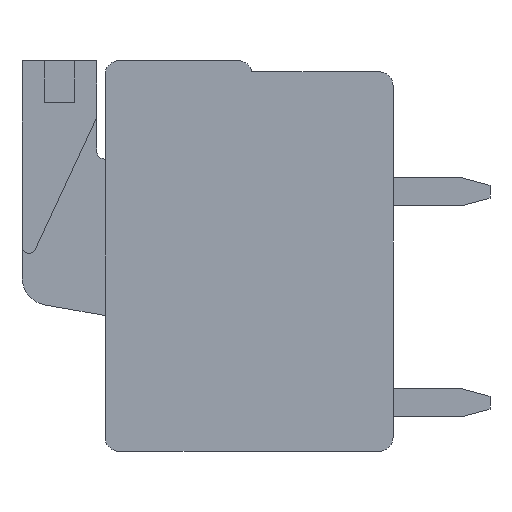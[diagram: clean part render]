
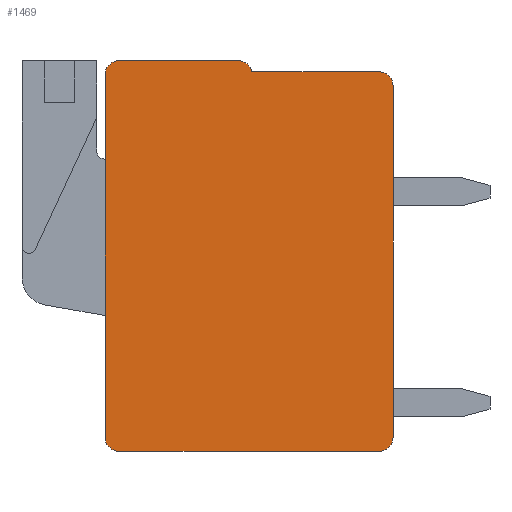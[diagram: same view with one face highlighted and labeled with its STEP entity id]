
A CAD part, left-side view. The second image highlights one B-rep face of the part: STEP entity #1469.
In plain terms, the highlighted planar face has unit normal (-1, 0, 0).
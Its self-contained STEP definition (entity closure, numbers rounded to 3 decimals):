
#1469=ADVANCED_FACE('',(#2813),#2815,.F.);
#2813=FACE_BOUND('',#2814,.T.);
#2814=EDGE_LOOP('',(#3775,#3776,#3777,#3778,#3779,#3780,#3781,#3782,#3783,#3784));
#2815=PLANE('',#2816);
#2816=AXIS2_PLACEMENT_3D('',#2817,#2818,#2819);
#2817=CARTESIAN_POINT('',(15.34,13.4,-14.1));
#2818=DIRECTION('',(1.,0.,0.));
#2819=DIRECTION('',(0.,1.,0.));
#3775=ORIENTED_EDGE('',*,*,#4304,.T.);
#3776=ORIENTED_EDGE('',*,*,#4295,.F.);
#3777=ORIENTED_EDGE('',*,*,#4298,.T.);
#3778=ORIENTED_EDGE('',*,*,#4289,.T.);
#3779=ORIENTED_EDGE('',*,*,#4292,.T.);
#3780=ORIENTED_EDGE('',*,*,#4285,.F.);
#3781=ORIENTED_EDGE('',*,*,#4300,.T.);
#3782=ORIENTED_EDGE('',*,*,#4277,.T.);
#3783=ORIENTED_EDGE('',*,*,#4302,.T.);
#3784=ORIENTED_EDGE('',*,*,#4270,.T.);
#4270=EDGE_CURVE('',#4926,#4927,#4928,.T.);
#4277=EDGE_CURVE('',#4939,#4940,#4941,.T.);
#4285=EDGE_CURVE('',#4953,#4955,#4956,.T.);
#4289=EDGE_CURVE('',#4963,#4961,#4964,.T.);
#4292=EDGE_CURVE('',#4961,#4955,#4968,.T.);
#4295=EDGE_CURVE('',#4971,#4973,#4974,.T.);
#4298=EDGE_CURVE('',#4971,#4963,#4978,.T.);
#4300=EDGE_CURVE('',#4953,#4939,#4980,.T.);
#4302=EDGE_CURVE('',#4940,#4926,#4982,.T.);
#4304=EDGE_CURVE('',#4927,#4973,#4984,.T.);
#4926=VERTEX_POINT('',#6527);
#4927=VERTEX_POINT('',#6528);
#4928=LINE('',#6529,#6530);
#4939=VERTEX_POINT('',#6554);
#4940=VERTEX_POINT('',#6555);
#4941=LINE('',#6556,#6557);
#4953=VERTEX_POINT('',#6582);
#4955=VERTEX_POINT('',#6586);
#4956=LINE('',#6587,#6588);
#4961=VERTEX_POINT('',#6598);
#4963=VERTEX_POINT('',#6602);
#4964=LINE('',#6603,#6604);
#4968=CIRCLE('',#6613,0.5);
#4971=VERTEX_POINT('',#6622);
#4973=VERTEX_POINT('',#6626);
#4974=LINE('',#6627,#6628);
#4978=CIRCLE('',#6637,0.5);
#4980=CIRCLE('',#6645,0.5);
#4982=CIRCLE('',#6653,0.5);
#4984=CIRCLE('',#6661,0.5);
#6527=CARTESIAN_POINT('',(15.34,10.4,-0.5));
#6528=CARTESIAN_POINT('',(15.34,10.4,-13.6));
#6529=CARTESIAN_POINT('',(15.34,10.4,-0.5));
#6530=VECTOR('',#6531,1.);
#6531=DIRECTION('',(0.,0.,-1.));
#6554=CARTESIAN_POINT('',(15.34,5.59,0.));
#6555=CARTESIAN_POINT('',(15.34,9.9,0.));
#6556=CARTESIAN_POINT('',(15.34,5.59,0.));
#6557=VECTOR('',#6558,1.);
#6558=DIRECTION('',(0.,1.,0.));
#6582=CARTESIAN_POINT('',(15.34,5.1,-0.4));
#6586=CARTESIAN_POINT('',(15.34,0.5,-0.4));
#6587=CARTESIAN_POINT('',(15.34,5.1,-0.4));
#6588=VECTOR('',#6589,1.);
#6589=DIRECTION('',(0.,-1.,0.));
#6598=CARTESIAN_POINT('',(15.34,0.,-0.9));
#6602=CARTESIAN_POINT('',(15.34,0.,-13.6));
#6603=CARTESIAN_POINT('',(15.34,0.,-13.6));
#6604=VECTOR('',#6605,1.);
#6605=DIRECTION('',(0.,0.,1.));
#6613=AXIS2_PLACEMENT_3D('',#6614,#6615,#6616);
#6614=CARTESIAN_POINT('',(15.34,0.5,-0.9));
#6615=DIRECTION('',(-1.,0.,0.));
#6616=DIRECTION('',(0.,-1.,0.));
#6622=CARTESIAN_POINT('',(15.34,0.5,-14.1));
#6626=CARTESIAN_POINT('',(15.34,9.9,-14.1));
#6627=CARTESIAN_POINT('',(15.34,0.5,-14.1));
#6628=VECTOR('',#6629,1.);
#6629=DIRECTION('',(0.,1.,0.));
#6637=AXIS2_PLACEMENT_3D('',#6638,#6639,#6640);
#6638=CARTESIAN_POINT('',(15.34,0.5,-13.6));
#6639=DIRECTION('',(-1.,0.,0.));
#6640=DIRECTION('',(0.,0.,-1.));
#6645=AXIS2_PLACEMENT_3D('',#6646,#6647,#6648);
#6646=CARTESIAN_POINT('',(15.34,5.59,-0.5));
#6647=DIRECTION('',(-1.,0.,0.));
#6648=DIRECTION('',(0.,-0.98,0.2));
#6653=AXIS2_PLACEMENT_3D('',#6654,#6655,#6656);
#6654=CARTESIAN_POINT('',(15.34,9.9,-0.5));
#6655=DIRECTION('',(-1.,0.,0.));
#6656=DIRECTION('',(0.,0.,1.));
#6661=AXIS2_PLACEMENT_3D('',#6662,#6663,#6664);
#6662=CARTESIAN_POINT('',(15.34,9.9,-13.6));
#6663=DIRECTION('',(-1.,0.,0.));
#6664=DIRECTION('',(0.,1.,0.));
